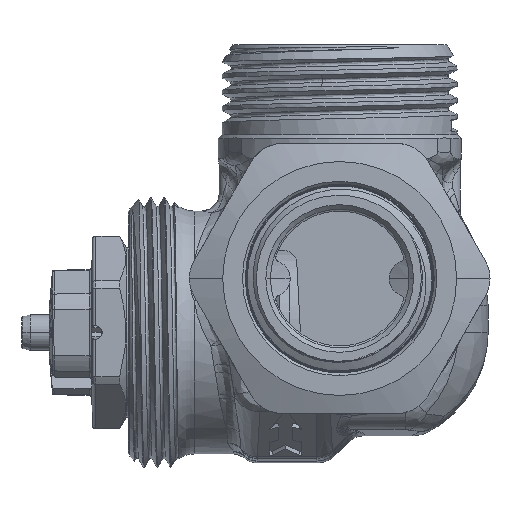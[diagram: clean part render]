
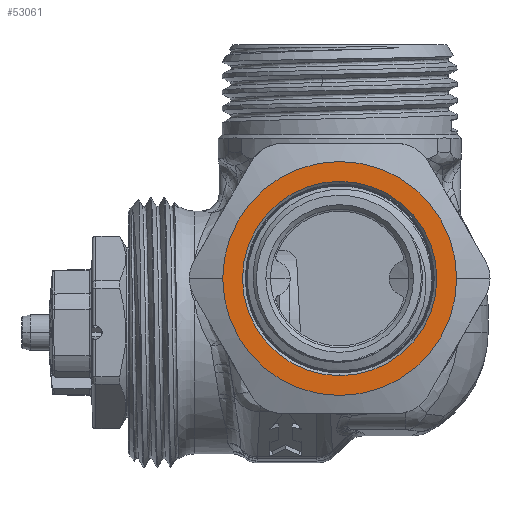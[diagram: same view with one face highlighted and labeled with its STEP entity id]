
A CAD part, left-side view. The second image highlights one B-rep face of the part: STEP entity #53061.
In plain terms, the highlighted planar face has unit normal (-1, 0, 0).
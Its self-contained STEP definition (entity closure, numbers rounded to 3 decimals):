
#17385=CARTESIAN_POINT('',(-35.7,0.,6.));
#17386=DIRECTION('',(-1.,0.,0.));
#17387=DIRECTION('',(0.,1.,0.));
#17388=AXIS2_PLACEMENT_3D('',#17385,#17386,#17387);
#17390=CARTESIAN_POINT('',(-35.7,0.,6.));
#17391=DIRECTION('',(-1.,0.,0.));
#17392=DIRECTION('',(0.,-1.,0.));
#17393=AXIS2_PLACEMENT_3D('',#17390,#17391,#17392);
#17535=CARTESIAN_POINT('',(-35.7,0.,6.));
#17536=DIRECTION('',(-1.,0.,0.));
#17537=DIRECTION('',(0.,0.,1.));
#17538=AXIS2_PLACEMENT_3D('',#17535,#17536,#17537);
#17545=CARTESIAN_POINT('',(-35.7,0.,6.));
#17546=DIRECTION('',(-1.,0.,0.));
#17547=DIRECTION('',(0.,0.,-1.));
#17548=AXIS2_PLACEMENT_3D('',#17545,#17546,#17547);
#30658=CARTESIAN_POINT('',(-35.7,0.,16.8));
#30659=CARTESIAN_POINT('',(-35.7,0.,-4.8));
#30660=VERTEX_POINT('',#30658);
#30661=VERTEX_POINT('',#30659);
#30666=CARTESIAN_POINT('',(-35.7,13.,6.));
#30667=CARTESIAN_POINT('',(-35.7,-13.,6.));
#30668=VERTEX_POINT('',#30666);
#30669=VERTEX_POINT('',#30667);
#53045=CARTESIAN_POINT('',(-35.7,0.,6.));
#53046=DIRECTION('',(1.,0.,0.));
#53047=DIRECTION('',(0.,-1.,0.));
#53048=AXIS2_PLACEMENT_3D('',#53045,#53046,#53047);
#53049=PLANE('',#53048);
#53050=ORIENTED_EDGE('',*,*,#53029,.F.);
#53052=ORIENTED_EDGE('',*,*,#53051,.F.);
#53053=EDGE_LOOP('',(#53050,#53052));
#53054=FACE_OUTER_BOUND('',#53053,.F.);
#53056=ORIENTED_EDGE('',*,*,#53055,.T.);
#53058=ORIENTED_EDGE('',*,*,#53057,.T.);
#53059=EDGE_LOOP('',(#53056,#53058));
#53060=FACE_BOUND('',#53059,.F.);
#53061=ADVANCED_FACE('',(#53054,#53060),#53049,.F.);
#17389=CIRCLE('',#17388,13.);
#17394=CIRCLE('',#17393,13.);
#17539=CIRCLE('',#17538,10.8);
#17549=CIRCLE('',#17548,10.8);
#53029=EDGE_CURVE('',#30668,#30669,#17389,.T.);
#53051=EDGE_CURVE('',#30669,#30668,#17394,.T.);
#53055=EDGE_CURVE('',#30660,#30661,#17539,.T.);
#53057=EDGE_CURVE('',#30661,#30660,#17549,.T.);
